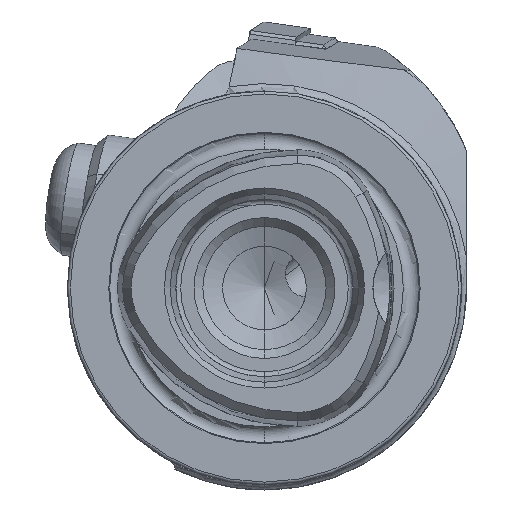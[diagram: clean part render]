
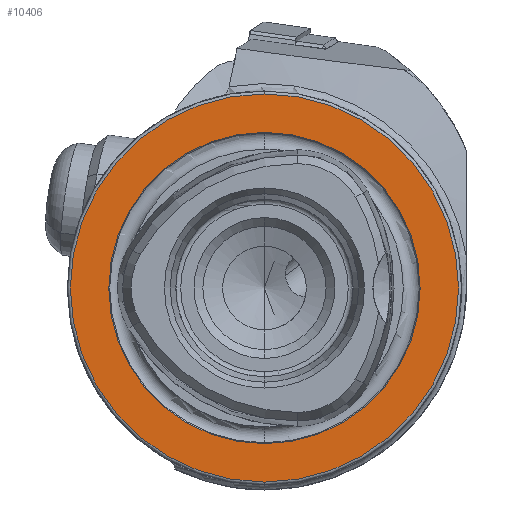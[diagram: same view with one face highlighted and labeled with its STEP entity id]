
A CAD part, left-side view. The second image highlights one B-rep face of the part: STEP entity #10406.
In plain terms, the highlighted planar face has unit normal (-1, 0, 0).
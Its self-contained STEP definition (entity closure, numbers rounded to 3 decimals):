
#344 = CARTESIAN_POINT ( 'NONE',  ( 0., 0., 19.7 ) ) ;
#351 = DIRECTION ( 'NONE',  ( 0., 0., 1. ) ) ;
#667 = FACE_OUTER_BOUND ( 'NONE', #12817, .T. ) ;
#779 = EDGE_CURVE ( 'NONE', #11102, #8958, #6937, .T. ) ;
#796 = PLANE ( 'NONE',  #1439 ) ;
#816 = DIRECTION ( 'NONE',  ( 0., 0., 1. ) ) ;
#919 = AXIS2_PLACEMENT_3D ( 'NONE', #12144, #9674, #6186 ) ;
#1013 = VERTEX_POINT ( 'NONE', #1022 ) ;
#1022 = CARTESIAN_POINT ( 'NONE',  ( 0., 0., -19.7 ) ) ;
#1231 = FACE_BOUND ( 'NONE', #13355, .T. ) ;
#1439 = AXIS2_PLACEMENT_3D ( 'NONE', #3270, #5275, #9112 ) ;
#2202 = CARTESIAN_POINT ( 'NONE',  ( 0., 0., -15.8 ) ) ;
#3270 = CARTESIAN_POINT ( 'NONE',  ( 0., 15.8, 0. ) ) ;
#3850 = CARTESIAN_POINT ( 'NONE',  ( 0., 0., 0. ) ) ;
#4542 = ORIENTED_EDGE ( 'NONE', *, *, #8237, .T. ) ;
#4547 = VERTEX_POINT ( 'NONE', #344 ) ;
#4963 = DIRECTION ( 'NONE',  ( -1., 0., 0. ) ) ;
#5275 = DIRECTION ( 'NONE',  ( 1., 0., 0. ) ) ;
#6150 = DIRECTION ( 'NONE',  ( 0., 0., 1. ) ) ;
#6186 = DIRECTION ( 'NONE',  ( 0., 0., 1. ) ) ;
#6810 = CARTESIAN_POINT ( 'NONE',  ( 0., 0., 15.8 ) ) ;
#6937 = CIRCLE ( 'NONE', #14417, 15.8 ) ;
#7607 = CIRCLE ( 'NONE', #919, 19.7 ) ;
#7725 = AXIS2_PLACEMENT_3D ( 'NONE', #3850, #8712, #351 ) ;
#7895 = CIRCLE ( 'NONE', #7725, 19.7 ) ;
#7916 = ORIENTED_EDGE ( 'NONE', *, *, #14692, .F. ) ;
#8093 = CARTESIAN_POINT ( 'NONE',  ( 0., 0., 0. ) ) ;
#8237 = EDGE_CURVE ( 'NONE', #4547, #1013, #7607, .T. ) ;
#8712 = DIRECTION ( 'NONE',  ( -1., 0., 0. ) ) ;
#8958 = VERTEX_POINT ( 'NONE', #6810 ) ;
#9112 = DIRECTION ( 'NONE',  ( 0., 0., -1. ) ) ;
#9674 = DIRECTION ( 'NONE',  ( -1., 0., 0. ) ) ;
#9693 = CARTESIAN_POINT ( 'NONE',  ( 0., 0., 0. ) ) ;
#9750 = ORIENTED_EDGE ( 'NONE', *, *, #11386, .T. ) ;
#10406 = ADVANCED_FACE ( 'NONE', ( #1231, #667 ), #796, .F. ) ;
#10741 = ORIENTED_EDGE ( 'NONE', *, *, #779, .F. ) ;
#11102 = VERTEX_POINT ( 'NONE', #2202 ) ;
#11386 = EDGE_CURVE ( 'NONE', #1013, #4547, #7895, .T. ) ;
#11529 = DIRECTION ( 'NONE',  ( -1., 0., 0. ) ) ;
#11721 = CIRCLE ( 'NONE', #15428, 15.8 ) ;
#12144 = CARTESIAN_POINT ( 'NONE',  ( 0., 0., 0. ) ) ;
#12817 = EDGE_LOOP ( 'NONE', ( #4542, #9750 ) ) ;
#13355 = EDGE_LOOP ( 'NONE', ( #7916, #10741 ) ) ;
#14417 = AXIS2_PLACEMENT_3D ( 'NONE', #8093, #11529, #816 ) ;
#14692 = EDGE_CURVE ( 'NONE', #8958, #11102, #11721, .T. ) ;
#15428 = AXIS2_PLACEMENT_3D ( 'NONE', #9693, #4963, #6150 ) ;
